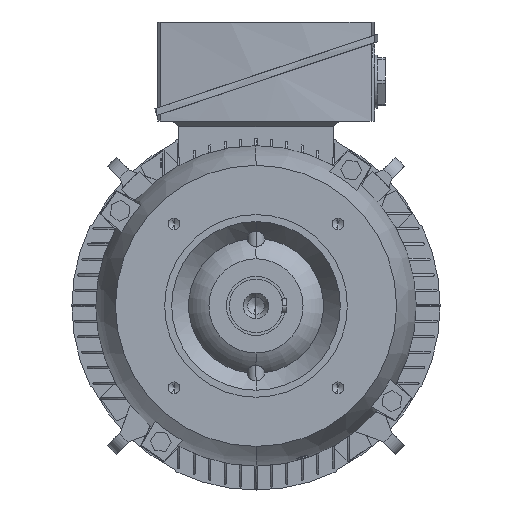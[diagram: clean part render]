
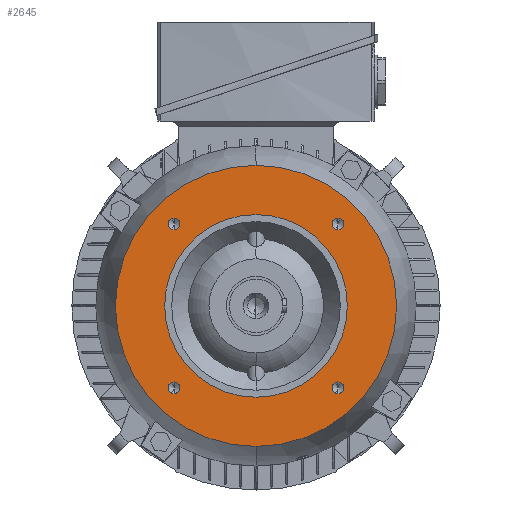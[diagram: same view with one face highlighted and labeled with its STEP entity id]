
A CAD part, left-side view. The second image highlights one B-rep face of the part: STEP entity #2645.
In plain terms, the highlighted planar face has unit normal (-1, 0, 0).
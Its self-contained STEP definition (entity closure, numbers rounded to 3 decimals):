
#2645=ADVANCED_FACE('',(#5323,#5324,#5325,#5326,#5327,#5328),#5329,.T.);
#5323=FACE_BOUND('',#8009,.T.);
#5324=FACE_BOUND('',#8010,.T.);
#5325=FACE_BOUND('',#8011,.T.);
#5326=FACE_BOUND('',#8012,.T.);
#5327=FACE_OUTER_BOUND('',#8013,.T.);
#5328=FACE_BOUND('',#8014,.T.);
#5329=PLANE('',#8015);
#8009=EDGE_LOOP('',(#16319,#16320));
#8010=EDGE_LOOP('',(#16321,#16322));
#8011=EDGE_LOOP('',(#16323,#16324));
#8012=EDGE_LOOP('',(#16325,#16326));
#8013=EDGE_LOOP('',(#16327,#16328));
#8014=EDGE_LOOP('',(#16329,#16330));
#8015=AXIS2_PLACEMENT_3D('',#16331,#16332,#16333);
#16319=ORIENTED_EDGE('',*,*,#19560,.T.);
#16320=ORIENTED_EDGE('',*,*,#16533,.T.);
#16321=ORIENTED_EDGE('',*,*,#19564,.T.);
#16322=ORIENTED_EDGE('',*,*,#16525,.T.);
#16323=ORIENTED_EDGE('',*,*,#19568,.T.);
#16324=ORIENTED_EDGE('',*,*,#16517,.T.);
#16325=ORIENTED_EDGE('',*,*,#19572,.T.);
#16326=ORIENTED_EDGE('',*,*,#16509,.T.);
#16327=ORIENTED_EDGE('',*,*,#19548,.F.);
#16328=ORIENTED_EDGE('',*,*,#16547,.F.);
#16329=ORIENTED_EDGE('',*,*,#16485,.T.);
#16330=ORIENTED_EDGE('',*,*,#19626,.T.);
#16331=CARTESIAN_POINT('',(-50.5,0.0,82.5));
#16332=DIRECTION('',(-1.0,0.0,0.));
#16333=DIRECTION('',(0.,0.0,-1.0));
#16485=EDGE_CURVE('',#19841,#19845,#19847,.T.);
#16509=EDGE_CURVE('',#19885,#19882,#19886,.T.);
#16517=EDGE_CURVE('',#19898,#19895,#19899,.T.);
#16525=EDGE_CURVE('',#19911,#19908,#19912,.T.);
#16533=EDGE_CURVE('',#19924,#19921,#19925,.T.);
#16547=EDGE_CURVE('',#19945,#19948,#19949,.T.);
#19548=EDGE_CURVE('',#19948,#19945,#24432,.T.);
#19560=EDGE_CURVE('',#19921,#19924,#24445,.T.);
#19564=EDGE_CURVE('',#19908,#19911,#24449,.T.);
#19568=EDGE_CURVE('',#19895,#19898,#24453,.T.);
#19572=EDGE_CURVE('',#19882,#19885,#24457,.T.);
#19626=EDGE_CURVE('',#19845,#19841,#24521,.T.);
#19841=VERTEX_POINT('',#24832);
#19845=VERTEX_POINT('',#24837);
#19847=CIRCLE('',#24840,65.0);
#19882=VERTEX_POINT('',#25015);
#19885=VERTEX_POINT('',#25019);
#19886=CIRCLE('',#25020,4.19);
#19895=VERTEX_POINT('',#25032);
#19898=VERTEX_POINT('',#25036);
#19899=CIRCLE('',#25037,4.19);
#19908=VERTEX_POINT('',#25049);
#19911=VERTEX_POINT('',#25053);
#19912=CIRCLE('',#25054,4.19);
#19921=VERTEX_POINT('',#25066);
#19924=VERTEX_POINT('',#25070);
#19925=CIRCLE('',#25071,4.19);
#19945=VERTEX_POINT('',#25107);
#19948=VERTEX_POINT('',#25110);
#19949=CIRCLE('',#25111,100.);
#24432=CIRCLE('',#38043,100.);
#24445=CIRCLE('',#38177,4.19);
#24449=CIRCLE('',#38181,4.19);
#24453=CIRCLE('',#38185,4.19);
#24457=CIRCLE('',#38189,4.19);
#24521=CIRCLE('',#38407,65.0);
#24832=CARTESIAN_POINT('',(-50.5,0.0,65.0));
#24837=CARTESIAN_POINT('',(-50.5,0.,-65.0));
#24840=AXIS2_PLACEMENT_3D('',#38517,#38518,#38519);
#25015=CARTESIAN_POINT('',(-50.5,-58.336,54.146));
#25019=CARTESIAN_POINT('',(-50.5,-58.336,62.526));
#25020=AXIS2_PLACEMENT_3D('',#38545,#38546,#38547);
#25032=CARTESIAN_POINT('',(-50.5,-58.336,-62.526));
#25036=CARTESIAN_POINT('',(-50.5,-58.336,-54.146));
#25037=AXIS2_PLACEMENT_3D('',#38555,#38556,#38557);
#25049=CARTESIAN_POINT('',(-50.5,58.336,-62.526));
#25053=CARTESIAN_POINT('',(-50.5,58.336,-54.146));
#25054=AXIS2_PLACEMENT_3D('',#38565,#38566,#38567);
#25066=CARTESIAN_POINT('',(-50.5,58.336,54.146));
#25070=CARTESIAN_POINT('',(-50.5,58.336,62.526));
#25071=AXIS2_PLACEMENT_3D('',#38575,#38576,#38577);
#25107=CARTESIAN_POINT('',(-50.5,0.,-100.));
#25110=CARTESIAN_POINT('',(-50.5,0.0,100.));
#25111=AXIS2_PLACEMENT_3D('',#38595,#38596,#38597);
#38043=AXIS2_PLACEMENT_3D('',#41374,#41375,#41376);
#38177=AXIS2_PLACEMENT_3D('',#41386,#41387,#41388);
#38181=AXIS2_PLACEMENT_3D('',#41392,#41393,#41394);
#38185=AXIS2_PLACEMENT_3D('',#41398,#41399,#41400);
#38189=AXIS2_PLACEMENT_3D('',#41404,#41405,#41406);
#38407=AXIS2_PLACEMENT_3D('',#41442,#41443,#41444);
#38517=CARTESIAN_POINT('',(-50.5,0.0,0.0));
#38518=DIRECTION('',(1.0,0.0,-0.0));
#38519=DIRECTION('',(0.0,0.0,1.0));
#38545=CARTESIAN_POINT('',(-50.5,-58.336,58.336));
#38546=DIRECTION('',(1.0,0.0,0.));
#38547=DIRECTION('',(0.,0.0,-1.0));
#38555=CARTESIAN_POINT('',(-50.5,-58.336,-58.336));
#38556=DIRECTION('',(1.0,0.0,0.));
#38557=DIRECTION('',(0.,0.0,-1.0));
#38565=CARTESIAN_POINT('',(-50.5,58.336,-58.336));
#38566=DIRECTION('',(1.0,0.0,0.));
#38567=DIRECTION('',(0.,0.0,-1.0));
#38575=CARTESIAN_POINT('',(-50.5,58.336,58.336));
#38576=DIRECTION('',(1.0,0.0,0.));
#38577=DIRECTION('',(0.,0.0,-1.0));
#38595=CARTESIAN_POINT('',(-50.5,0.0,0.0));
#38596=DIRECTION('',(1.0,0.0,-0.0));
#38597=DIRECTION('',(0.0,0.0,1.0));
#41374=CARTESIAN_POINT('',(-50.5,0.0,0.0));
#41375=DIRECTION('',(1.0,0.0,-0.0));
#41376=DIRECTION('',(0.0,0.0,1.0));
#41386=CARTESIAN_POINT('',(-50.5,58.336,58.336));
#41387=DIRECTION('',(1.0,0.0,0.));
#41388=DIRECTION('',(0.,0.0,-1.0));
#41392=CARTESIAN_POINT('',(-50.5,58.336,-58.336));
#41393=DIRECTION('',(1.0,0.0,0.));
#41394=DIRECTION('',(0.,0.0,-1.0));
#41398=CARTESIAN_POINT('',(-50.5,-58.336,-58.336));
#41399=DIRECTION('',(1.0,0.0,0.));
#41400=DIRECTION('',(0.,0.0,-1.0));
#41404=CARTESIAN_POINT('',(-50.5,-58.336,58.336));
#41405=DIRECTION('',(1.0,0.0,0.));
#41406=DIRECTION('',(0.,0.0,-1.0));
#41442=CARTESIAN_POINT('',(-50.5,0.0,0.0));
#41443=DIRECTION('',(1.0,0.0,-0.0));
#41444=DIRECTION('',(0.0,0.0,1.0));
